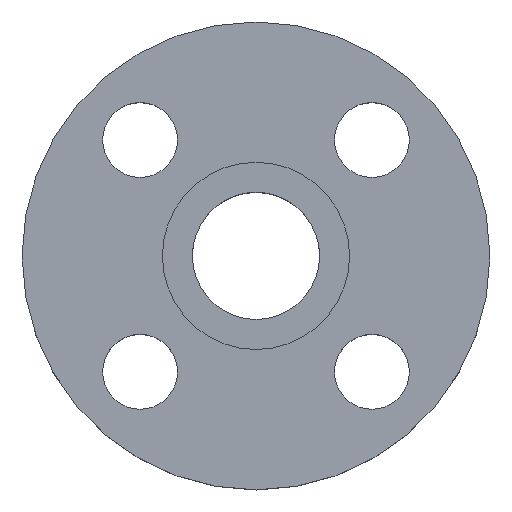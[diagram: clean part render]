
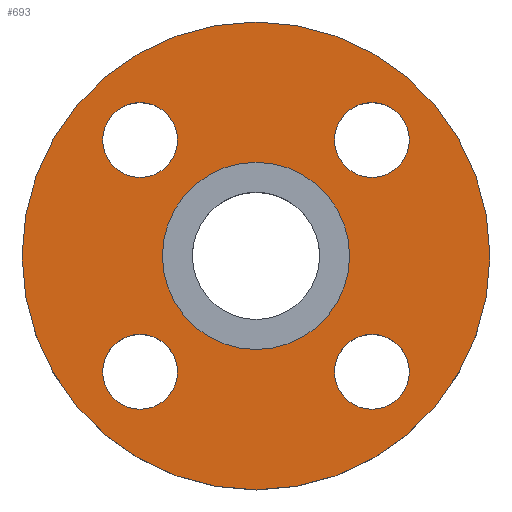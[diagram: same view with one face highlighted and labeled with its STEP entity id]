
A CAD part, top view. The second image highlights one B-rep face of the part: STEP entity #693.
In plain terms, the highlighted planar face has unit normal (0, 0, 1).
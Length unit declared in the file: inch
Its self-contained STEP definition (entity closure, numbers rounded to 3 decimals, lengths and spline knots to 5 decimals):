
#4 = EDGE_LOOP ( 'NONE', ( #490, #262 ) ) ;
#5 = DIRECTION ( 'NONE',  ( 1., 0., 0. ) ) ;
#6 = CIRCLE ( 'NONE', #410, 0.5 ) ;
#9 = EDGE_LOOP ( 'NONE', ( #394, #614 ) ) ;
#10 = PLANE ( 'NONE',  #303 ) ;
#13 = FACE_OUTER_BOUND ( 'NONE', #626, .T. ) ;
#28 = CARTESIAN_POINT ( 'NONE',  ( 3.125, 0., -0.25 ) ) ;
#42 = AXIS2_PLACEMENT_3D ( 'NONE', #618, #452, #126 ) ;
#52 = VERTEX_POINT ( 'NONE', #28 ) ;
#53 = VERTEX_POINT ( 'NONE', #91 ) ;
#61 = DIRECTION ( 'NONE',  ( 1., 0., 0. ) ) ;
#63 = CIRCLE ( 'NONE', #395, 0.5 ) ;
#66 = CARTESIAN_POINT ( 'NONE',  ( 1.04856, 1.54856, -0.25 ) ) ;
#67 = CARTESIAN_POINT ( 'NONE',  ( -1.54856, 1.04856, -0.25 ) ) ;
#69 = EDGE_CURVE ( 'NONE', #103, #154, #117, .T. ) ;
#91 = CARTESIAN_POINT ( 'NONE',  ( -1.25, 0., -0.25 ) ) ;
#92 = ORIENTED_EDGE ( 'NONE', *, *, #205, .F. ) ;
#94 = CARTESIAN_POINT ( 'NONE',  ( -1.04856, -1.54856, -0.25 ) ) ;
#95 = VERTEX_POINT ( 'NONE', #299 ) ;
#99 = ORIENTED_EDGE ( 'NONE', *, *, #69, .F. ) ;
#101 = CARTESIAN_POINT ( 'NONE',  ( 0., 0., -0.25 ) ) ;
#103 = VERTEX_POINT ( 'NONE', #623 ) ;
#104 = CARTESIAN_POINT ( 'NONE',  ( -1.54856, 1.54856, -0.25 ) ) ;
#111 = DIRECTION ( 'NONE',  ( 0., -1., 0. ) ) ;
#113 = DIRECTION ( 'NONE',  ( 0., 0., 1. ) ) ;
#117 = CIRCLE ( 'NONE', #314, 0.5 ) ;
#121 = VERTEX_POINT ( 'NONE', #351 ) ;
#122 = DIRECTION ( 'NONE',  ( -1., 0., 0. ) ) ;
#126 = DIRECTION ( 'NONE',  ( 0., 1., 0. ) ) ;
#130 = EDGE_CURVE ( 'NONE', #488, #52, #266, .T. ) ;
#151 = ORIENTED_EDGE ( 'NONE', *, *, #130, .T. ) ;
#154 = VERTEX_POINT ( 'NONE', #94 ) ;
#156 = DIRECTION ( 'NONE',  ( 1., 0., 0. ) ) ;
#159 = EDGE_CURVE ( 'NONE', #52, #488, #457, .T. ) ;
#166 = AXIS2_PLACEMENT_3D ( 'NONE', #101, #492, #156 ) ;
#169 = ORIENTED_EDGE ( 'NONE', *, *, #605, .F. ) ;
#174 = EDGE_CURVE ( 'NONE', #448, #95, #397, .T. ) ;
#187 = ORIENTED_EDGE ( 'NONE', *, *, #174, .F. ) ;
#189 = AXIS2_PLACEMENT_3D ( 'NONE', #104, #435, #486 ) ;
#195 = DIRECTION ( 'NONE',  ( 0., 0., 1. ) ) ;
#202 = CIRCLE ( 'NONE', #598, 0.5 ) ;
#205 = EDGE_CURVE ( 'NONE', #401, #340, #202, .T. ) ;
#211 = VERTEX_POINT ( 'NONE', #700 ) ;
#212 = CARTESIAN_POINT ( 'NONE',  ( 0., 0., -0.25 ) ) ;
#224 = DIRECTION ( 'NONE',  ( 0., 0., -1. ) ) ;
#227 = DIRECTION ( 'NONE',  ( 0., 0., 1. ) ) ;
#232 = DIRECTION ( 'NONE',  ( 0., 0., 1. ) ) ;
#245 = CIRCLE ( 'NONE', #42, 0.5 ) ;
#250 = DIRECTION ( 'NONE',  ( -1., 0., 0. ) ) ;
#252 = EDGE_CURVE ( 'NONE', #211, #53, #444, .T. ) ;
#262 = ORIENTED_EDGE ( 'NONE', *, *, #665, .F. ) ;
#266 = CIRCLE ( 'NONE', #381, 3.125 ) ;
#270 = EDGE_CURVE ( 'NONE', #340, #401, #695, .T. ) ;
#276 = FACE_BOUND ( 'NONE', #4, .T. ) ;
#288 = CARTESIAN_POINT ( 'NONE',  ( 1.54856, 1.54856, -0.25 ) ) ;
#299 = CARTESIAN_POINT ( 'NONE',  ( -1.54856, 2.04856, -0.25 ) ) ;
#303 = AXIS2_PLACEMENT_3D ( 'NONE', #674, #560, #61 ) ;
#310 = EDGE_CURVE ( 'NONE', #53, #211, #384, .T. ) ;
#311 = DIRECTION ( 'NONE',  ( 0., 0., -1. ) ) ;
#314 = AXIS2_PLACEMENT_3D ( 'NONE', #570, #195, #250 ) ;
#324 = AXIS2_PLACEMENT_3D ( 'NONE', #599, #656, #111 ) ;
#340 = VERTEX_POINT ( 'NONE', #387 ) ;
#351 = CARTESIAN_POINT ( 'NONE',  ( 2.04856, 1.54856, -0.25 ) ) ;
#366 = CARTESIAN_POINT ( 'NONE',  ( 0., 0., -0.25 ) ) ;
#375 = DIRECTION ( 'NONE',  ( 1., 0., 0. ) ) ;
#376 = ORIENTED_EDGE ( 'NONE', *, *, #270, .F. ) ;
#381 = AXIS2_PLACEMENT_3D ( 'NONE', #212, #431, #429 ) ;
#384 = CIRCLE ( 'NONE', #589, 1.25 ) ;
#386 = FACE_BOUND ( 'NONE', #540, .T. ) ;
#387 = CARTESIAN_POINT ( 'NONE',  ( 1.54856, -1.04856, -0.25 ) ) ;
#394 = ORIENTED_EDGE ( 'NONE', *, *, #252, .T. ) ;
#395 = AXIS2_PLACEMENT_3D ( 'NONE', #507, #232, #666 ) ;
#397 = CIRCLE ( 'NONE', #189, 0.5 ) ;
#401 = VERTEX_POINT ( 'NONE', #708 ) ;
#407 = EDGE_LOOP ( 'NONE', ( #414, #187 ) ) ;
#410 = AXIS2_PLACEMENT_3D ( 'NONE', #604, #227, #122 ) ;
#414 = ORIENTED_EDGE ( 'NONE', *, *, #555, .F. ) ;
#429 = DIRECTION ( 'NONE',  ( 1., 0., 0. ) ) ;
#431 = DIRECTION ( 'NONE',  ( 0., 0., 1. ) ) ;
#435 = DIRECTION ( 'NONE',  ( 0., 0., 1. ) ) ;
#444 = CIRCLE ( 'NONE', #556, 1.25 ) ;
#448 = VERTEX_POINT ( 'NONE', #67 ) ;
#452 = DIRECTION ( 'NONE',  ( 0., 0., 1. ) ) ;
#457 = CIRCLE ( 'NONE', #166, 3.125 ) ;
#486 = DIRECTION ( 'NONE',  ( 0., 1., 0. ) ) ;
#488 = VERTEX_POINT ( 'NONE', #565 ) ;
#490 = ORIENTED_EDGE ( 'NONE', *, *, #702, .F. ) ;
#492 = DIRECTION ( 'NONE',  ( 0., 0., 1. ) ) ;
#507 = CARTESIAN_POINT ( 'NONE',  ( 1.54856, 1.54856, -0.25 ) ) ;
#532 = CARTESIAN_POINT ( 'NONE',  ( 1.54856, -1.54856, -0.25 ) ) ;
#540 = EDGE_LOOP ( 'NONE', ( #99, #169 ) ) ;
#548 = CARTESIAN_POINT ( 'NONE',  ( 0., 0., -0.25 ) ) ;
#550 = FACE_BOUND ( 'NONE', #407, .T. ) ;
#551 = VERTEX_POINT ( 'NONE', #66 ) ;
#554 = DIRECTION ( 'NONE',  ( 1., 0., 0. ) ) ;
#555 = EDGE_CURVE ( 'NONE', #95, #448, #245, .T. ) ;
#556 = AXIS2_PLACEMENT_3D ( 'NONE', #366, #311, #375 ) ;
#558 = AXIS2_PLACEMENT_3D ( 'NONE', #288, #113, #5 ) ;
#560 = DIRECTION ( 'NONE',  ( 0., 0., 1. ) ) ;
#564 = FACE_BOUND ( 'NONE', #597, .T. ) ;
#565 = CARTESIAN_POINT ( 'NONE',  ( -3.125, 0., -0.25 ) ) ;
#570 = CARTESIAN_POINT ( 'NONE',  ( -1.54856, -1.54856, -0.25 ) ) ;
#589 = AXIS2_PLACEMENT_3D ( 'NONE', #548, #224, #554 ) ;
#597 = EDGE_LOOP ( 'NONE', ( #92, #376 ) ) ;
#598 = AXIS2_PLACEMENT_3D ( 'NONE', #532, #694, #655 ) ;
#599 = CARTESIAN_POINT ( 'NONE',  ( 1.54856, -1.54856, -0.25 ) ) ;
#604 = CARTESIAN_POINT ( 'NONE',  ( -1.54856, -1.54856, -0.25 ) ) ;
#605 = EDGE_CURVE ( 'NONE', #154, #103, #6, .T. ) ;
#608 = FACE_BOUND ( 'NONE', #9, .T. ) ;
#614 = ORIENTED_EDGE ( 'NONE', *, *, #310, .T. ) ;
#618 = CARTESIAN_POINT ( 'NONE',  ( -1.54856, 1.54856, -0.25 ) ) ;
#623 = CARTESIAN_POINT ( 'NONE',  ( -2.04856, -1.54856, -0.25 ) ) ;
#626 = EDGE_LOOP ( 'NONE', ( #668, #151 ) ) ;
#655 = DIRECTION ( 'NONE',  ( 0., -1., 0. ) ) ;
#656 = DIRECTION ( 'NONE',  ( 0., 0., 1. ) ) ;
#665 = EDGE_CURVE ( 'NONE', #551, #121, #63, .T. ) ;
#666 = DIRECTION ( 'NONE',  ( 1., 0., 0. ) ) ;
#668 = ORIENTED_EDGE ( 'NONE', *, *, #159, .T. ) ;
#674 = CARTESIAN_POINT ( 'NONE',  ( 0., 0., -0.25 ) ) ;
#685 = CIRCLE ( 'NONE', #558, 0.5 ) ;
#693 = ADVANCED_FACE ( 'NONE', ( #564, #386, #550, #276, #608, #13 ), #10, .T. ) ;
#694 = DIRECTION ( 'NONE',  ( 0., 0., 1. ) ) ;
#695 = CIRCLE ( 'NONE', #324, 0.5 ) ;
#700 = CARTESIAN_POINT ( 'NONE',  ( 1.25, 0., -0.25 ) ) ;
#702 = EDGE_CURVE ( 'NONE', #121, #551, #685, .T. ) ;
#708 = CARTESIAN_POINT ( 'NONE',  ( 1.54856, -2.04856, -0.25 ) ) ;
